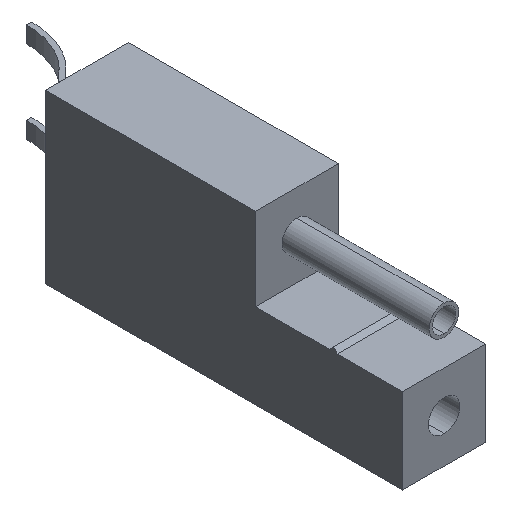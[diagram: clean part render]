
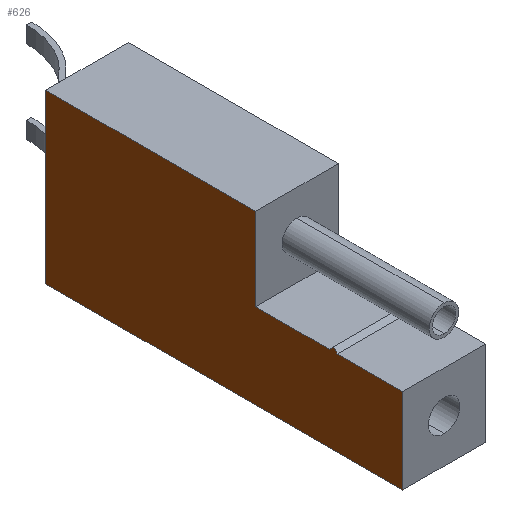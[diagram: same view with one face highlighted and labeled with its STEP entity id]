
A CAD part, isometric view. The second image highlights one B-rep face of the part: STEP entity #626.
In plain terms, the highlighted planar face has unit normal (-1, 0, 0).
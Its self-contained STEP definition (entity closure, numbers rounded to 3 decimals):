
#8 = VECTOR ( 'NONE', #1179, 1000. ) ;
#9 = DIRECTION ( 'NONE',  ( 0., 0., -1. ) ) ;
#44 = EDGE_CURVE ( 'NONE', #663, #510, #420, .T. ) ;
#51 = LINE ( 'NONE', #478, #818 ) ;
#67 = LINE ( 'NONE', #903, #574 ) ;
#77 = VECTOR ( 'NONE', #119, 1000. ) ;
#91 = ORIENTED_EDGE ( 'NONE', *, *, #624, .F. ) ;
#102 = ORIENTED_EDGE ( 'NONE', *, *, #761, .F. ) ;
#110 = VERTEX_POINT ( 'NONE', #1268 ) ;
#119 = DIRECTION ( 'NONE',  ( 0., -1., 0. ) ) ;
#122 = VECTOR ( 'NONE', #1060, 1000. ) ;
#143 = EDGE_CURVE ( 'NONE', #966, #110, #313, .T. ) ;
#156 = DIRECTION ( 'NONE',  ( 0., -1., 0. ) ) ;
#192 = LINE ( 'NONE', #923, #1044 ) ;
#194 = CARTESIAN_POINT ( 'NONE',  ( -0.5, -1.37, 1.03 ) ) ;
#195 = ORIENTED_EDGE ( 'NONE', *, *, #44, .T. ) ;
#203 = ORIENTED_EDGE ( 'NONE', *, *, #841, .T. ) ;
#208 = ORIENTED_EDGE ( 'NONE', *, *, #1245, .T. ) ;
#215 = EDGE_CURVE ( 'NONE', #1302, #377, #851, .T. ) ;
#290 = CARTESIAN_POINT ( 'NONE',  ( -0.5, -0.38, 1.03 ) ) ;
#313 = LINE ( 'NONE', #528, #671 ) ;
#331 = DIRECTION ( 'NONE',  ( 0., -1., 0. ) ) ;
#346 = LINE ( 'NONE', #457, #515 ) ;
#377 = VERTEX_POINT ( 'NONE', #534 ) ;
#420 = LINE ( 'NONE', #1039, #122 ) ;
#423 = VECTOR ( 'NONE', #438, 1000. ) ;
#438 = DIRECTION ( 'NONE',  ( 0., -1., 0. ) ) ;
#457 = CARTESIAN_POINT ( 'NONE',  ( -0.5, 2.16, 2.03 ) ) ;
#459 = EDGE_LOOP ( 'NONE', ( #102, #208, #632, #546, #1097, #91, #790, #203, #195 ) ) ;
#478 = CARTESIAN_POINT ( 'NONE',  ( -0.5, -2.16, 2.03 ) ) ;
#503 = EDGE_CURVE ( 'NONE', #605, #1302, #346, .T. ) ;
#510 = VERTEX_POINT ( 'NONE', #1287 ) ;
#515 = VECTOR ( 'NONE', #569, 1000. ) ;
#517 = EDGE_CURVE ( 'NONE', #605, #1240, #51, .T. ) ;
#524 = CARTESIAN_POINT ( 'NONE',  ( -0.5, -0.38, 2.03 ) ) ;
#528 = CARTESIAN_POINT ( 'NONE',  ( -0.5, -2.16, 1.03 ) ) ;
#534 = CARTESIAN_POINT ( 'NONE',  ( -0.5, -2.16, 0. ) ) ;
#541 = FACE_OUTER_BOUND ( 'NONE', #459, .T. ) ;
#546 = ORIENTED_EDGE ( 'NONE', *, *, #503, .T. ) ;
#569 = DIRECTION ( 'NONE',  ( 0., 0., -1. ) ) ;
#574 = VECTOR ( 'NONE', #1051, 1000. ) ;
#605 = VERTEX_POINT ( 'NONE', #1208 ) ;
#622 = PLANE ( 'NONE',  #743 ) ;
#624 = EDGE_CURVE ( 'NONE', #110, #377, #67, .T. ) ;
#626 = ADVANCED_FACE ( 'NONE', ( #541 ), #622, .F. ) ;
#632 = ORIENTED_EDGE ( 'NONE', *, *, #517, .F. ) ;
#663 = VERTEX_POINT ( 'NONE', #1337 ) ;
#671 = VECTOR ( 'NONE', #331, 1000. ) ;
#672 = CARTESIAN_POINT ( 'NONE',  ( -0.5, -1.32, 1.08 ) ) ;
#743 = AXIS2_PLACEMENT_3D ( 'NONE', #1151, #931, #9 ) ;
#761 = EDGE_CURVE ( 'NONE', #1295, #510, #821, .T. ) ;
#790 = ORIENTED_EDGE ( 'NONE', *, *, #143, .F. ) ;
#818 = VECTOR ( 'NONE', #156, 1000. ) ;
#821 = LINE ( 'NONE', #1156, #423 ) ;
#841 = EDGE_CURVE ( 'NONE', #966, #663, #1291, .T. ) ;
#851 = LINE ( 'NONE', #1053, #77 ) ;
#903 = CARTESIAN_POINT ( 'NONE',  ( -0.5, -2.16, 2.03 ) ) ;
#923 = CARTESIAN_POINT ( 'NONE',  ( -0.5, -0.38, 1.03 ) ) ;
#931 = DIRECTION ( 'NONE',  ( 1., 0., 0. ) ) ;
#966 = VERTEX_POINT ( 'NONE', #194 ) ;
#1039 = CARTESIAN_POINT ( 'NONE',  ( -0.5, -1.27, 1.03 ) ) ;
#1044 = VECTOR ( 'NONE', #1332, 1000. ) ;
#1051 = DIRECTION ( 'NONE',  ( 0., 0., -1. ) ) ;
#1053 = CARTESIAN_POINT ( 'NONE',  ( -0.5, -2.16, 0. ) ) ;
#1060 = DIRECTION ( 'NONE',  ( 0., 0.707, -0.707 ) ) ;
#1097 = ORIENTED_EDGE ( 'NONE', *, *, #215, .T. ) ;
#1151 = CARTESIAN_POINT ( 'NONE',  ( -0.5, -2.16, 2.03 ) ) ;
#1156 = CARTESIAN_POINT ( 'NONE',  ( -0.5, -2.16, 1.03 ) ) ;
#1179 = DIRECTION ( 'NONE',  ( 0., 0.707, 0.707 ) ) ;
#1202 = CARTESIAN_POINT ( 'NONE',  ( -0.5, 2.16, 0. ) ) ;
#1208 = CARTESIAN_POINT ( 'NONE',  ( -0.5, 2.16, 2.03 ) ) ;
#1240 = VERTEX_POINT ( 'NONE', #524 ) ;
#1245 = EDGE_CURVE ( 'NONE', #1295, #1240, #192, .T. ) ;
#1268 = CARTESIAN_POINT ( 'NONE',  ( -0.5, -2.16, 1.03 ) ) ;
#1287 = CARTESIAN_POINT ( 'NONE',  ( -0.5, -1.27, 1.03 ) ) ;
#1291 = LINE ( 'NONE', #672, #8 ) ;
#1295 = VERTEX_POINT ( 'NONE', #290 ) ;
#1302 = VERTEX_POINT ( 'NONE', #1202 ) ;
#1332 = DIRECTION ( 'NONE',  ( 0., 0., 1. ) ) ;
#1337 = CARTESIAN_POINT ( 'NONE',  ( -0.5, -1.32, 1.08 ) ) ;
